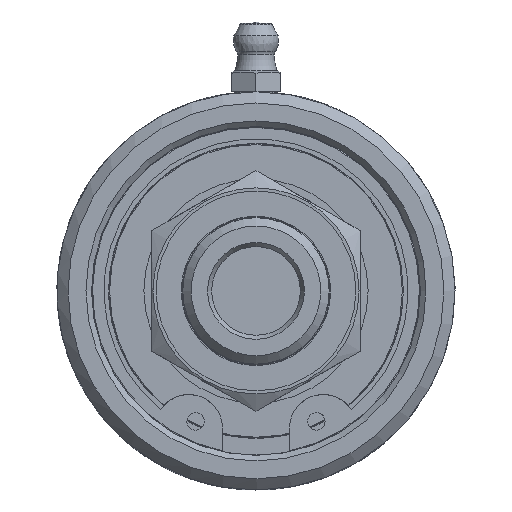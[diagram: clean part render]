
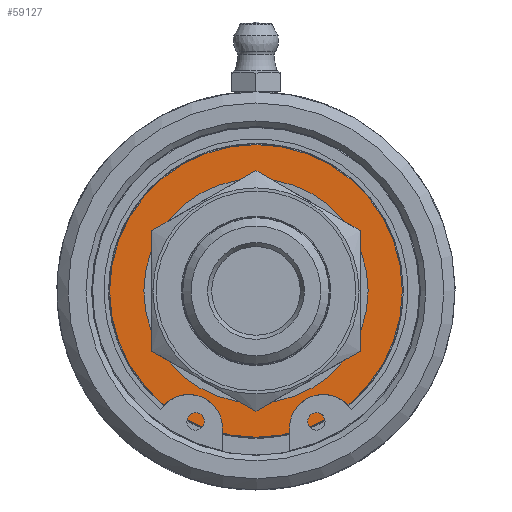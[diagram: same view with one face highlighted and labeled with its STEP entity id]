
A CAD part, left-side view. The second image highlights one B-rep face of the part: STEP entity #59127.
In plain terms, the highlighted planar face has unit normal (-1, 0, 0).
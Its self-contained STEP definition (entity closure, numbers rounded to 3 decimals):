
#59093=CARTESIAN_POINT('',(38.425,-16.05,0.));
#59094=VERTEX_POINT('',#59093);
#59095=CARTESIAN_POINT('',(38.425,0.0,0.));
#59096=DIRECTION('',(1.0,0.0,0.0));
#59097=DIRECTION('',(0.0,-1.0,0.0));
#59098=AXIS2_PLACEMENT_3D('',#59095,#59096,#59097);
#59099=CIRCLE('',#59098,16.05);
#59100=EDGE_CURVE('',#59094,#59094,#59099,.T.);
#59108=CARTESIAN_POINT('',(38.425,-18.5,0.));
#59109=DIRECTION('',(-1.0,0.0,0.0));
#59110=DIRECTION('',(0.0,1.0,0.0));
#59111=AXIS2_PLACEMENT_3D('',#59108,#59109,#59110);
#59112=PLANE('',#59111);
#59113=CARTESIAN_POINT('',(38.425,-20.95,0.));
#59114=VERTEX_POINT('',#59113);
#59115=CARTESIAN_POINT('',(38.425,0.0,0.));
#59116=DIRECTION('',(1.0,0.0,0.0));
#59117=DIRECTION('',(0.0,-1.0,0.0));
#59118=AXIS2_PLACEMENT_3D('',#59115,#59116,#59117);
#59119=CIRCLE('',#59118,20.95);
#59120=EDGE_CURVE('',#59114,#59114,#59119,.T.);
#59121=ORIENTED_EDGE('',*,*,#59120,.F.);
#59122=EDGE_LOOP('',(#59121));
#59123=FACE_OUTER_BOUND('',#59122,.T.);
#59124=ORIENTED_EDGE('',*,*,#59100,.T.);
#59125=EDGE_LOOP('',(#59124));
#59126=FACE_BOUND('',#59125,.T.);
#59127=ADVANCED_FACE('',(#59123,#59126),#59112,.T.);
